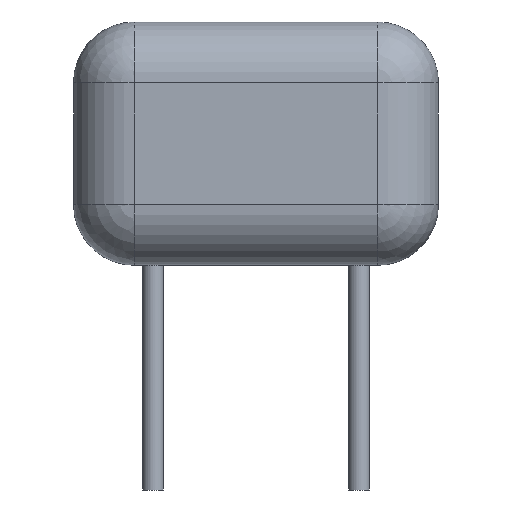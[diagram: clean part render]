
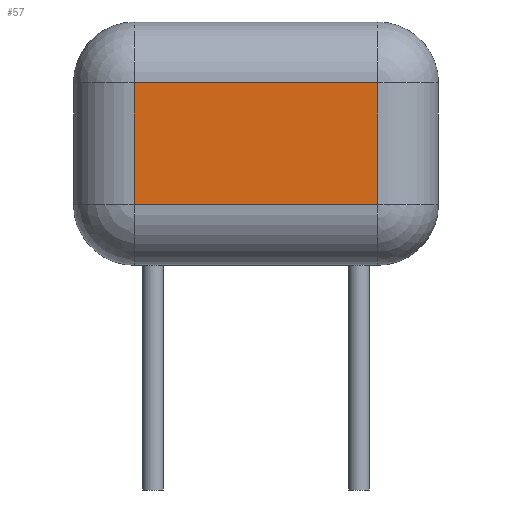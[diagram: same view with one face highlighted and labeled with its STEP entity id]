
A CAD part, front view. The second image highlights one B-rep face of the part: STEP entity #57.
In plain terms, the highlighted planar face has unit normal (0, -1, 0).
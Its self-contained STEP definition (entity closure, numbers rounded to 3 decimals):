
#16 = ORIENTED_EDGE ( 'NONE', *, *, #17, .T. ) ;
#17 = EDGE_CURVE ( 'NONE', #61, #18, #257, .T. ) ;
#18 = VERTEX_POINT ( 'NONE', #253 ) ;
#19 = ORIENTED_EDGE ( 'NONE', *, *, #20, .T. ) ;
#20 = EDGE_CURVE ( 'NONE', #18, #21, #252, .T. ) ;
#21 = VERTEX_POINT ( 'NONE', #248 ) ;
#22 = ORIENTED_EDGE ( 'NONE', *, *, #52, .T. ) ;
#52 = EDGE_CURVE ( 'NONE', #21, #60, #476, .T. ) ;
#55 = EDGE_LOOP ( 'NONE', ( #58, #16, #19, #22 ) ) ;
#57 = ADVANCED_FACE ( 'NONE', ( #551 ), #392, .F. ) ;
#58 = ORIENTED_EDGE ( 'NONE', *, *, #59, .T. ) ;
#59 = EDGE_CURVE ( 'NONE', #60, #61, #387, .T. ) ;
#60 = VERTEX_POINT ( 'NONE', #383 ) ;
#61 = VERTEX_POINT ( 'NONE', #382 ) ;
#248 = CARTESIAN_POINT ( 'NONE',  ( 3., -1.5, 6.5 ) ) ;
#249 = DIRECTION ( 'NONE',  ( 0., 0., 1. ) ) ;
#250 = VECTOR ( 'NONE', #249, 1000. ) ;
#251 = CARTESIAN_POINT ( 'NONE',  ( 3., -1.5, 8. ) ) ;
#252 = LINE ( 'NONE', #251, #250 ) ;
#253 = CARTESIAN_POINT ( 'NONE',  ( 3., -1.5, 3.5 ) ) ;
#254 = DIRECTION ( 'NONE',  ( 1., 0., 0. ) ) ;
#255 = VECTOR ( 'NONE', #254, 1000. ) ;
#256 = CARTESIAN_POINT ( 'NONE',  ( -4.5, -1.5, 3.5 ) ) ;
#257 = LINE ( 'NONE', #256, #255 ) ;
#382 = CARTESIAN_POINT ( 'NONE',  ( -3., -1.5, 3.5 ) ) ;
#383 = CARTESIAN_POINT ( 'NONE',  ( -3., -1.5, 6.5 ) ) ;
#384 = DIRECTION ( 'NONE',  ( 0., 0., -1. ) ) ;
#385 = VECTOR ( 'NONE', #384, 1000. ) ;
#386 = CARTESIAN_POINT ( 'NONE',  ( -3., -1.5, 8. ) ) ;
#387 = LINE ( 'NONE', #386, #385 ) ;
#388 = DIRECTION ( 'NONE',  ( -1., 0., 0. ) ) ;
#389 = DIRECTION ( 'NONE',  ( 0., 1., 0. ) ) ;
#390 = CARTESIAN_POINT ( 'NONE',  ( -4.5, -1.5, 8. ) ) ;
#391 = AXIS2_PLACEMENT_3D ( 'NONE', #390, #389, #388 ) ;
#392 = PLANE ( 'NONE',  #391 ) ;
#473 = DIRECTION ( 'NONE',  ( -1., 0., 0. ) ) ;
#474 = VECTOR ( 'NONE', #473, 1000. ) ;
#475 = CARTESIAN_POINT ( 'NONE',  ( -4.5, -1.5, 6.5 ) ) ;
#476 = LINE ( 'NONE', #475, #474 ) ;
#551 = FACE_OUTER_BOUND ( 'NONE', #55, .T. ) ;
